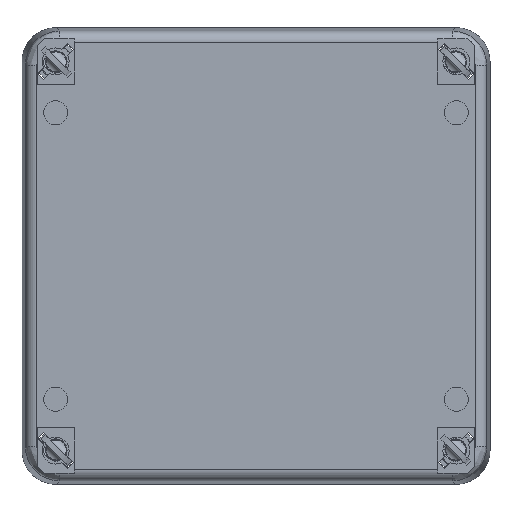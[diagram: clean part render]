
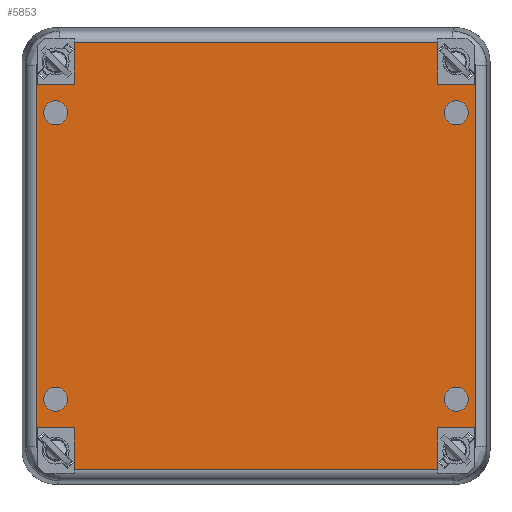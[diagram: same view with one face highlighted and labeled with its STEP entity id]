
A CAD part, front view. The second image highlights one B-rep face of the part: STEP entity #5853.
In plain terms, the highlighted planar face has unit normal (0, -1, 0).
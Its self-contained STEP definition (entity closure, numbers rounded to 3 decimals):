
#43=CARTESIAN_POINT('',(35.1,0.,-25.1));
#44=DIRECTION('',(0.,-1.,0.));
#45=DIRECTION('',(0.,0.,-1.));
#46=AXIS2_PLACEMENT_3D('',#43,#44,#45);
#52=CARTESIAN_POINT('',(35.1,0.,-25.1));
#53=DIRECTION('',(0.,-1.,0.));
#54=DIRECTION('',(0.,0.,1.));
#55=AXIS2_PLACEMENT_3D('',#52,#53,#54);
#60=CARTESIAN_POINT('',(-35.1,0.,25.1));
#61=DIRECTION('',(0.,-1.,0.));
#62=DIRECTION('',(0.,0.,-1.));
#63=AXIS2_PLACEMENT_3D('',#60,#61,#62);
#68=CARTESIAN_POINT('',(-35.1,0.,25.1));
#69=DIRECTION('',(0.,-1.,0.));
#70=DIRECTION('',(0.,0.,1.));
#71=AXIS2_PLACEMENT_3D('',#68,#69,#70);
#76=CARTESIAN_POINT('',(-35.1,0.,-25.1));
#77=DIRECTION('',(0.,-1.,0.));
#78=DIRECTION('',(0.,0.,-1.));
#79=AXIS2_PLACEMENT_3D('',#76,#77,#78);
#84=CARTESIAN_POINT('',(-35.1,0.,-25.1));
#85=DIRECTION('',(0.,-1.,0.));
#86=DIRECTION('',(0.,0.,1.));
#87=AXIS2_PLACEMENT_3D('',#84,#85,#86);
#92=CARTESIAN_POINT('',(35.1,0.,25.1));
#93=DIRECTION('',(0.,-1.,0.));
#94=DIRECTION('',(0.,0.,-1.));
#95=AXIS2_PLACEMENT_3D('',#92,#93,#94);
#100=CARTESIAN_POINT('',(35.1,0.,25.1));
#101=DIRECTION('',(0.,-1.,0.));
#102=DIRECTION('',(0.,0.,1.));
#103=AXIS2_PLACEMENT_3D('',#100,#101,#102);
#108=DIRECTION('',(0.,0.,-1.));
#109=VECTOR('',#108,3.977);
#110=CARTESIAN_POINT('',(-38.35,0.,34.077));
#111=LINE('',#110,#109);
#115=DIRECTION('',(1.,0.,0.));
#116=VECTOR('',#115,6.5);
#117=CARTESIAN_POINT('',(-38.35,0.,30.1));
#118=LINE('',#117,#116);
#122=DIRECTION('',(0.,0.,1.));
#123=VECTOR('',#122,7.306);
#124=CARTESIAN_POINT('',(-31.85,0.,30.1));
#125=LINE('',#124,#123);
#129=DIRECTION('',(-1.,0.,0.));
#130=VECTOR('',#129,63.7);
#131=CARTESIAN_POINT('',(31.85,0.,37.406));
#132=LINE('',#131,#130);
#136=DIRECTION('',(0.,0.,-1.));
#137=VECTOR('',#136,7.306);
#138=CARTESIAN_POINT('',(31.85,0.,37.406));
#139=LINE('',#138,#137);
#143=DIRECTION('',(1.,0.,0.));
#144=VECTOR('',#143,6.5);
#145=CARTESIAN_POINT('',(31.85,0.,30.1));
#146=LINE('',#145,#144);
#150=DIRECTION('',(0.,0.,1.));
#151=VECTOR('',#150,3.977);
#152=CARTESIAN_POINT('',(38.35,0.,30.1));
#153=LINE('',#152,#151);
#157=CARTESIAN_POINT('',(38.406,0.,33.407));
#158=CARTESIAN_POINT('',(38.406,0.,33.52));
#159=CARTESIAN_POINT('',(38.397,0.,
33.745));
#160=CARTESIAN_POINT('',(38.369,0.,33.967));
#161=CARTESIAN_POINT('',(38.35,0.,34.077));
#166=DIRECTION('',(0.,0.,1.));
#167=VECTOR('',#166,66.813);
#168=CARTESIAN_POINT('',(38.406,0.,
-33.407));
#169=LINE('',#168,#167);
#173=CARTESIAN_POINT('',(38.35,0.,-34.077));
#174=CARTESIAN_POINT('',(38.369,0.,-33.967));
#175=CARTESIAN_POINT('',(38.397,0.,
-33.745));
#176=CARTESIAN_POINT('',(38.406,0.,
-33.52));
#177=CARTESIAN_POINT('',(38.406,0.,
-33.407));
#182=DIRECTION('',(0.,0.,1.));
#183=VECTOR('',#182,3.977);
#184=CARTESIAN_POINT('',(38.35,0.,-34.077));
#185=LINE('',#184,#183);
#189=DIRECTION('',(-1.,0.,0.));
#190=VECTOR('',#189,6.5);
#191=CARTESIAN_POINT('',(38.35,0.,-30.1));
#192=LINE('',#191,#190);
#196=DIRECTION('',(0.,0.,-1.));
#197=VECTOR('',#196,7.306);
#198=CARTESIAN_POINT('',(31.85,0.,-30.1));
#199=LINE('',#198,#197);
#203=DIRECTION('',(1.,0.,0.));
#204=VECTOR('',#203,63.7);
#205=CARTESIAN_POINT('',(-31.85,0.,-37.406));
#206=LINE('',#205,#204);
#210=DIRECTION('',(0.,0.,1.));
#211=VECTOR('',#210,7.306);
#212=CARTESIAN_POINT('',(-31.85,0.,-37.406));
#213=LINE('',#212,#211);
#217=DIRECTION('',(-1.,0.,0.));
#218=VECTOR('',#217,6.5);
#219=CARTESIAN_POINT('',(-31.85,0.,-30.1));
#220=LINE('',#219,#218);
#224=DIRECTION('',(0.,0.,-1.));
#225=VECTOR('',#224,3.977);
#226=CARTESIAN_POINT('',(-38.35,0.,-30.1));
#227=LINE('',#226,#225);
#231=CARTESIAN_POINT('',(-38.406,0.,
-33.407));
#232=CARTESIAN_POINT('',(-38.406,0.,
-33.52));
#233=CARTESIAN_POINT('',(-38.397,0.,
-33.745));
#234=CARTESIAN_POINT('',(-38.369,0.,-33.967));
#235=CARTESIAN_POINT('',(-38.35,0.,-34.077));
#240=DIRECTION('',(0.,0.,-1.));
#241=VECTOR('',#240,66.813);
#242=CARTESIAN_POINT('',(-38.406,0.,
33.407));
#243=LINE('',#242,#241);
#247=CARTESIAN_POINT('',(-38.35,0.,34.077));
#248=CARTESIAN_POINT('',(-38.369,0.,33.967));
#249=CARTESIAN_POINT('',(-38.397,0.,
33.745));
#250=CARTESIAN_POINT('',(-38.406,0.,
33.52));
#251=CARTESIAN_POINT('',(-38.406,0.,
33.407));
#5134=CARTESIAN_POINT('',(35.1,0.,-27.2));
#5135=CARTESIAN_POINT('',(35.1,0.,-23.));
#5136=VERTEX_POINT('',#5134);
#5137=VERTEX_POINT('',#5135);
#5138=CARTESIAN_POINT('',(-35.1,0.,23.));
#5139=CARTESIAN_POINT('',(-35.1,0.,27.2));
#5140=VERTEX_POINT('',#5138);
#5141=VERTEX_POINT('',#5139);
#5366=CARTESIAN_POINT('',(-35.1,0.,-27.2));
#5367=CARTESIAN_POINT('',(-35.1,0.,-23.));
#5368=VERTEX_POINT('',#5366);
#5369=VERTEX_POINT('',#5367);
#5370=CARTESIAN_POINT('',(35.1,0.,23.));
#5371=CARTESIAN_POINT('',(35.1,0.,27.2));
#5372=VERTEX_POINT('',#5370);
#5373=VERTEX_POINT('',#5371);
#5456=CARTESIAN_POINT('',(-38.35,0.,34.077));
#5457=CARTESIAN_POINT('',(-38.35,0.,30.1));
#5458=VERTEX_POINT('',#5456);
#5459=VERTEX_POINT('',#5457);
#5460=CARTESIAN_POINT('',(-31.85,0.,30.1));
#5461=VERTEX_POINT('',#5460);
#5462=CARTESIAN_POINT('',(-31.85,0.,37.406));
#5463=VERTEX_POINT('',#5462);
#5500=CARTESIAN_POINT('',(31.85,0.,37.406));
#5501=CARTESIAN_POINT('',(31.85,0.,30.1));
#5502=VERTEX_POINT('',#5500);
#5503=VERTEX_POINT('',#5501);
#5504=CARTESIAN_POINT('',(38.35,0.,30.1));
#5505=VERTEX_POINT('',#5504);
#5506=CARTESIAN_POINT('',(38.35,0.,34.077));
#5507=VERTEX_POINT('',#5506);
#5508=CARTESIAN_POINT('',(-31.85,0.,-37.406));
#5509=CARTESIAN_POINT('',(-31.85,0.,-30.1));
#5510=VERTEX_POINT('',#5508);
#5511=VERTEX_POINT('',#5509);
#5512=CARTESIAN_POINT('',(-38.35,0.,-30.1));
#5513=VERTEX_POINT('',#5512);
#5514=CARTESIAN_POINT('',(-38.35,0.,-34.077));
#5515=VERTEX_POINT('',#5514);
#5516=CARTESIAN_POINT('',(38.35,0.,-34.077));
#5517=CARTESIAN_POINT('',(38.35,0.,-30.1));
#5518=VERTEX_POINT('',#5516);
#5519=VERTEX_POINT('',#5517);
#5520=CARTESIAN_POINT('',(31.85,0.,-30.1));
#5521=VERTEX_POINT('',#5520);
#5522=CARTESIAN_POINT('',(31.85,0.,-37.406));
#5523=VERTEX_POINT('',#5522);
#5758=CARTESIAN_POINT('',(-38.406,0.,
33.407));
#5759=CARTESIAN_POINT('',(-38.406,0.,
-33.407));
#5760=VERTEX_POINT('',#5758);
#5761=VERTEX_POINT('',#5759);
#5768=CARTESIAN_POINT('',(38.406,0.,
-33.407));
#5769=CARTESIAN_POINT('',(38.406,0.,
33.407));
#5770=VERTEX_POINT('',#5768);
#5771=VERTEX_POINT('',#5769);
#5782=CARTESIAN_POINT('',(0.,0.,0.));
#5783=DIRECTION('',(0.,1.,0.));
#5784=DIRECTION('',(1.,0.,0.));
#5785=AXIS2_PLACEMENT_3D('',#5782,#5783,#5784);
#5786=PLANE('',#5785);
#5788=ORIENTED_EDGE('',*,*,#5787,.T.);
#5790=ORIENTED_EDGE('',*,*,#5789,.T.);
#5792=ORIENTED_EDGE('',*,*,#5791,.T.);
#5794=ORIENTED_EDGE('',*,*,#5793,.F.);
#5796=ORIENTED_EDGE('',*,*,#5795,.T.);
#5798=ORIENTED_EDGE('',*,*,#5797,.T.);
#5800=ORIENTED_EDGE('',*,*,#5799,.T.);
#5802=ORIENTED_EDGE('',*,*,#5801,.F.);
#5804=ORIENTED_EDGE('',*,*,#5803,.F.);
#5806=ORIENTED_EDGE('',*,*,#5805,.F.);
#5808=ORIENTED_EDGE('',*,*,#5807,.T.);
#5810=ORIENTED_EDGE('',*,*,#5809,.T.);
#5812=ORIENTED_EDGE('',*,*,#5811,.T.);
#5814=ORIENTED_EDGE('',*,*,#5813,.F.);
#5816=ORIENTED_EDGE('',*,*,#5815,.T.);
#5818=ORIENTED_EDGE('',*,*,#5817,.T.);
#5820=ORIENTED_EDGE('',*,*,#5819,.T.);
#5822=ORIENTED_EDGE('',*,*,#5821,.F.);
#5824=ORIENTED_EDGE('',*,*,#5823,.F.);
#5826=ORIENTED_EDGE('',*,*,#5825,.F.);
#5827=EDGE_LOOP('',(#5788,#5790,#5792,#5794,#5796,#5798,#5800,#5802,#5804,#5806,
#5808,#5810,#5812,#5814,#5816,#5818,#5820,#5822,#5824,#5826));
#5828=FACE_OUTER_BOUND('',#5827,.F.);
#5830=ORIENTED_EDGE('',*,*,#5829,.T.);
#5832=ORIENTED_EDGE('',*,*,#5831,.T.);
#5833=EDGE_LOOP('',(#5830,#5832));
#5834=FACE_BOUND('',#5833,.F.);
#5836=ORIENTED_EDGE('',*,*,#5835,.T.);
#5838=ORIENTED_EDGE('',*,*,#5837,.T.);
#5839=EDGE_LOOP('',(#5836,#5838));
#5840=FACE_BOUND('',#5839,.F.);
#5842=ORIENTED_EDGE('',*,*,#5841,.T.);
#5844=ORIENTED_EDGE('',*,*,#5843,.T.);
#5845=EDGE_LOOP('',(#5842,#5844));
#5846=FACE_BOUND('',#5845,.F.);
#5848=ORIENTED_EDGE('',*,*,#5847,.T.);
#5850=ORIENTED_EDGE('',*,*,#5849,.T.);
#5851=EDGE_LOOP('',(#5848,#5850));
#5852=FACE_BOUND('',#5851,.F.);
#5853=ADVANCED_FACE('',(#5828,#5834,#5840,#5846,#5852),#5786,.F.);
#47=CIRCLE('',#46,2.1);
#56=CIRCLE('',#55,2.1);
#64=CIRCLE('',#63,2.1);
#72=CIRCLE('',#71,2.1);
#80=CIRCLE('',#79,2.1);
#88=CIRCLE('',#87,2.1);
#96=CIRCLE('',#95,2.1);
#104=CIRCLE('',#103,2.1);
#162=B_SPLINE_CURVE_WITH_KNOTS('',3,(#157,#158,#159,#160,#161),.UNSPECIFIED.,
.F.,.F.,(4,1,4),(0.,0.5,1.),.UNSPECIFIED.);
#178=B_SPLINE_CURVE_WITH_KNOTS('',3,(#173,#174,#175,#176,#177),.UNSPECIFIED.,
.F.,.F.,(4,1,4),(0.,0.5,1.),.UNSPECIFIED.);
#236=B_SPLINE_CURVE_WITH_KNOTS('',3,(#231,#232,#233,#234,#235),.UNSPECIFIED.,
.F.,.F.,(4,1,4),(0.,0.5,1.),.UNSPECIFIED.);
#252=B_SPLINE_CURVE_WITH_KNOTS('',3,(#247,#248,#249,#250,#251),.UNSPECIFIED.,
.F.,.F.,(4,1,4),(0.,0.5,1.),.UNSPECIFIED.);
#5787=EDGE_CURVE('',#5458,#5459,#111,.T.);
#5789=EDGE_CURVE('',#5459,#5461,#118,.T.);
#5791=EDGE_CURVE('',#5461,#5463,#125,.T.);
#5793=EDGE_CURVE('',#5502,#5463,#132,.T.);
#5795=EDGE_CURVE('',#5502,#5503,#139,.T.);
#5797=EDGE_CURVE('',#5503,#5505,#146,.T.);
#5799=EDGE_CURVE('',#5505,#5507,#153,.T.);
#5801=EDGE_CURVE('',#5771,#5507,#162,.T.);
#5803=EDGE_CURVE('',#5770,#5771,#169,.T.);
#5805=EDGE_CURVE('',#5518,#5770,#178,.T.);
#5807=EDGE_CURVE('',#5518,#5519,#185,.T.);
#5809=EDGE_CURVE('',#5519,#5521,#192,.T.);
#5811=EDGE_CURVE('',#5521,#5523,#199,.T.);
#5813=EDGE_CURVE('',#5510,#5523,#206,.T.);
#5815=EDGE_CURVE('',#5510,#5511,#213,.T.);
#5817=EDGE_CURVE('',#5511,#5513,#220,.T.);
#5819=EDGE_CURVE('',#5513,#5515,#227,.T.);
#5821=EDGE_CURVE('',#5761,#5515,#236,.T.);
#5823=EDGE_CURVE('',#5760,#5761,#243,.T.);
#5825=EDGE_CURVE('',#5458,#5760,#252,.T.);
#5829=EDGE_CURVE('',#5136,#5137,#47,.T.);
#5831=EDGE_CURVE('',#5137,#5136,#56,.T.);
#5835=EDGE_CURVE('',#5140,#5141,#64,.T.);
#5837=EDGE_CURVE('',#5141,#5140,#72,.T.);
#5841=EDGE_CURVE('',#5368,#5369,#80,.T.);
#5843=EDGE_CURVE('',#5369,#5368,#88,.T.);
#5847=EDGE_CURVE('',#5372,#5373,#96,.T.);
#5849=EDGE_CURVE('',#5373,#5372,#104,.T.);
